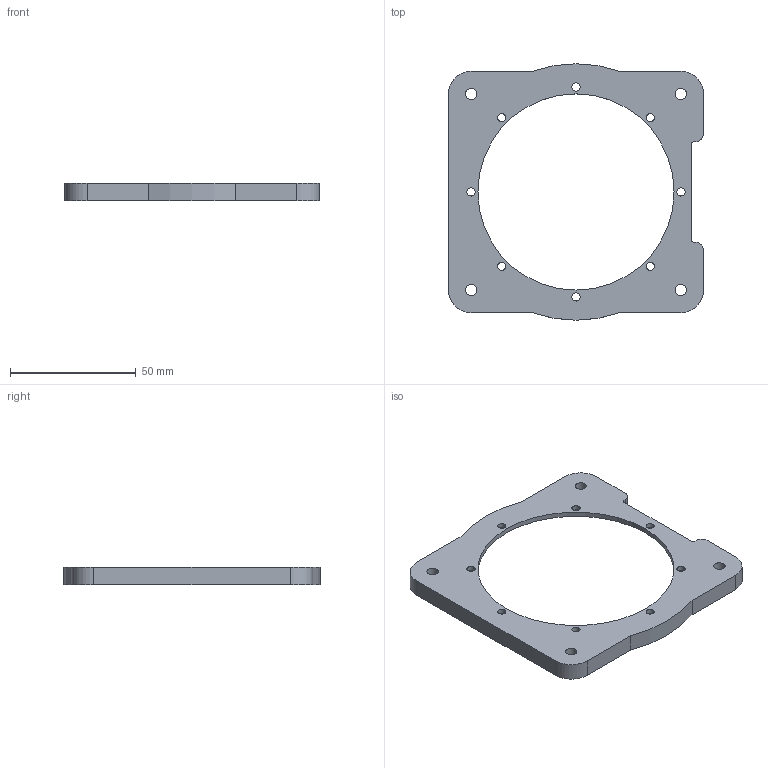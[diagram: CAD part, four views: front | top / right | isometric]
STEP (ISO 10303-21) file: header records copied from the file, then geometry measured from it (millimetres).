
FILE_DESCRIPTION(/* description */ (''),/* implementation_level */ '2;1');
FILE_NAME(/* name */ '2023.001.031.001 - Кронштейн.stp',/* time_stamp */ '2023-11-01T20:46:05+03:00',/* author */ (''),/* organization */ (''),/* preprocessor_version */ 'ST-DEVELOPER v16.7',/* originating_system */ 'SIEMENS PLM Software NX 12.0',/* authorisation */ '');
FILE_SCHEMA (('AUTOMOTIVE_DESIGN { 1 0 10303 214 3 1 1 1 }'));
Length unit declared in the file: millimetre
Products named in the file (1): 2023.001.031.001 - Кронштейн
Bounding box: 101.34 x 102 x 7 mm (x, y, z)
Volume: 21081.4 mm3; surface area: 14155.8 mm2
Topology: 1 solids, 1 shells, 44 faces, 120 edges, 78 vertices
Faces by surface type: cylinder 28, plane 13, torus 3
Full cylindrical faces by diameter (mm): 3.242 x8, 4.5 x4, 78 x1
Entity records: 1426 total; most frequent: DIRECTION 256, CARTESIAN_POINT 230, ORIENTED_EDGE 214, EDGE_CURVE 107, AXIS2_PLACEMENT_3D 104, EDGE_LOOP 83, VERTEX_POINT 78, CIRCLE 57
